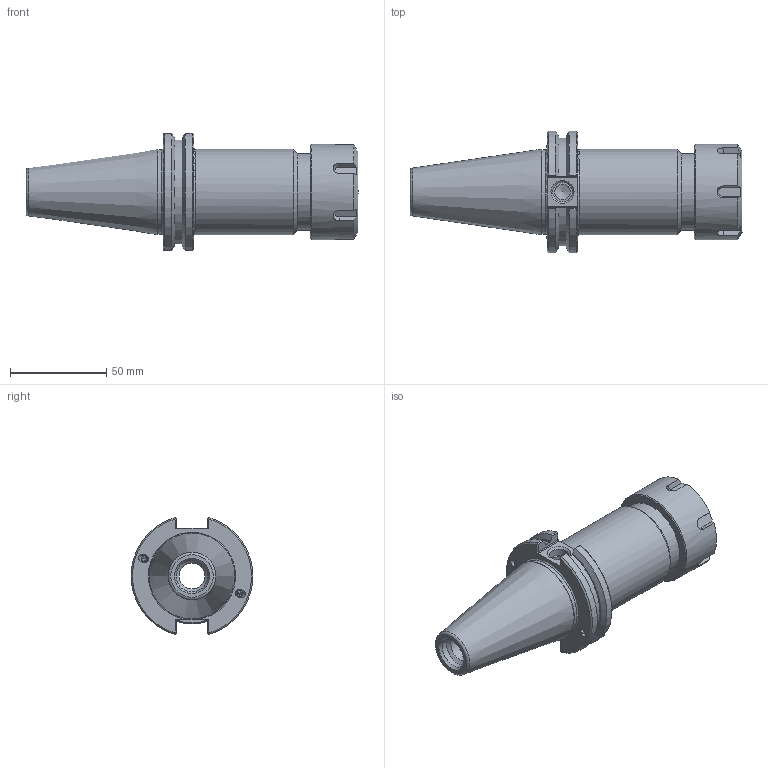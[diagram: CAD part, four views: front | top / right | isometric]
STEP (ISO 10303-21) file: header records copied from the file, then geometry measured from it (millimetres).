
FILE_DESCRIPTION(/* description */ ('COLLET NUT'),/* implementation_level */ '2;1');
FILE_NAME(/* name */ 'C40BC-32ERP412.stp',/* time_stamp */ '2017-02-13T09:15:43-05:00',/* author */ ('davhar'),/* organization */ (''),/* preprocessor_version */ 'ST-DEVELOPER v16.1',/* originating_system */ 'Autodesk Inventor 2016',/* authorisation */ '');
FILE_SCHEMA (('AUTOMOTIVE_DESIGN { 1 0 10303 214 3 1 1 }'));
Length unit declared in the file: inch
Products named in the file (4): 32ERPN; C40BC-32ER4-1; 029-965; C40BC-32ERP412
Assembly tree (6 placements, depth 2):
  C40BC-32ERP412
    32ERPN
    C40BC-32ER4-1
    029-965  x4
Bounding box: 172.91 x 63.26 x 61.05 mm (x, y, z)
Volume: 187515.5 mm3; surface area: 45274.6 mm2
Topology: 6 solids, 6 shells, 209 faces, 494 edges, 316 vertices
Faces by surface type: plane 99, cylinder 53, cone 45, torus 8, sphere 4
Full cylindrical faces by diameter (mm): 3.3 x4, 4 x8, 4.1 x4, 4.2 x4, 8.001 x1, 10.135 x1, 13.386 x1, 16.459 x1, 18.923 x1, 23.495 x1, 27 x1, 30.48 x1, 33.147 x1, 38.684 x1, 40 x1, 40.513 x1, 43.942 x1, 44.45 x1, 49.733 x1
Entity records: 4746 total; most frequent: CARTESIAN_POINT 1065, DIRECTION 732, ORIENTED_EDGE 654, EDGE_CURVE 327, AXIS2_PLACEMENT_3D 298, EDGE_LOOP 240, VERTEX_POINT 239, FACE_OUTER_BOUND 161
